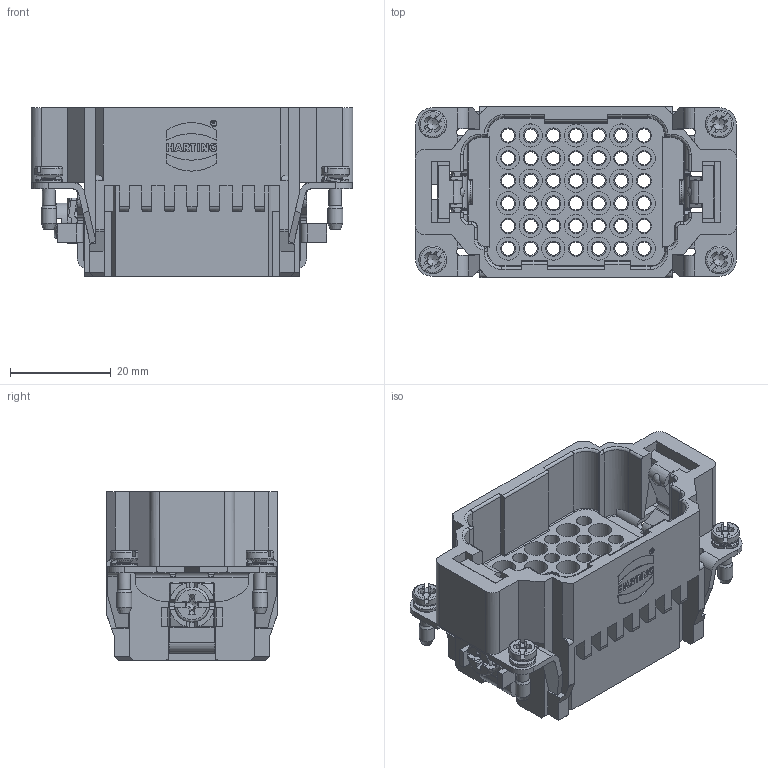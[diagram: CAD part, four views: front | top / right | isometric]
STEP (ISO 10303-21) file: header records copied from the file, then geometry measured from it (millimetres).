
FILE_DESCRIPTION(/* description */ (''),/* implementation_level */ '2;1');
FILE_NAME(/* name */ '100095190ugm000_c.stp',/* time_stamp */ '2017-10-24T08:06:09+02:00',/* author */ (''),/* organization */ (''),/* preprocessor_version */ 'ST-DEVELOPER v16',/* originating_system */ 'SIEMENS PLM Software NX 10.0',/* authorisation */ '');
FILE_SCHEMA (('AUTOMOTIVE_DESIGN { 1 0 10303 214 3 1 1 1 }'));
Products named in the file (1): 100095190ugm000_c
Bounding box: 64 x 34 x 33.6 mm (x, y, z)
Volume: 21723.4 mm3; surface area: 26418.7 mm2
Topology: 1 solids, 1 shells, 1315 faces, 3546 edges, 2421 vertices
Faces by surface type: plane 717, cylinder 340, bspline 160, cone 92, sphere 4, extrusion 2
Full cylindrical faces by diameter (mm): 0.6 x2, 1.1 x1, 1.3 x1, 2.5 x8, 2.6 x42, 3 x46, 3.2 x1, 3.5 x1, 3.7 x1, 3.8 x42, 4 x1, 4.5 x2, 4.6 x21, 5.5 x4, 7 x1
Entity records: 52327 total; most frequent: CARTESIAN_POINT 11528, ORIENTED_EDGE 6368, DIRECTION 6106, EDGE_CURVE 3184, VERTEX_POINT 2189, AXIS2_PLACEMENT_3D 2089, VECTOR 1928, LINE 1926
